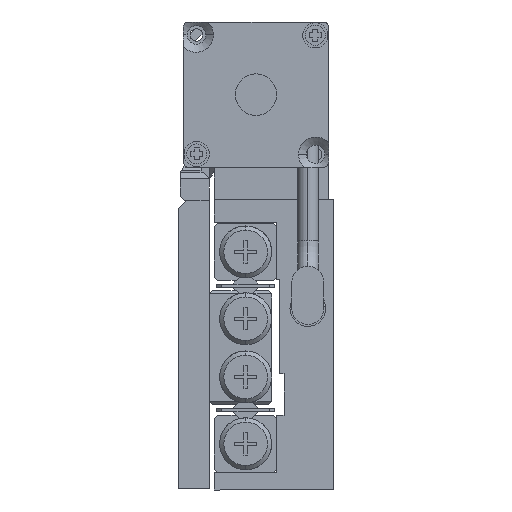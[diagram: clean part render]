
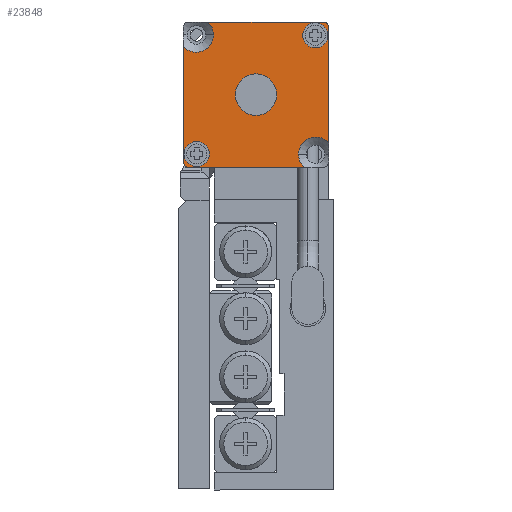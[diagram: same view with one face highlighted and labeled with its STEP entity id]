
A CAD part, left-side view. The second image highlights one B-rep face of the part: STEP entity #23848.
In plain terms, the highlighted face is planar.
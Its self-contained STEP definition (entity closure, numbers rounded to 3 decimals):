
#233 = DIRECTION ( 'NONE',  ( 1., 0., 0. ) ) ;
#690 = VERTEX_POINT ( 'NONE', #8765 ) ;
#711 = ORIENTED_EDGE ( 'NONE', *, *, #2003, .T. ) ;
#927 = CARTESIAN_POINT ( 'NONE',  ( 2.499, -12.714, 30. ) ) ;
#1043 = AXIS2_PLACEMENT_3D ( 'NONE', #19180, #38722, #233 ) ;
#1348 = AXIS2_PLACEMENT_3D ( 'NONE', #10201, #14894, #23608 ) ;
#1470 = EDGE_CURVE ( 'NONE', #17898, #7127, #31669, .T. ) ;
#2000 = FACE_BOUND ( 'NONE', #47234, .T. ) ;
#2003 = EDGE_CURVE ( 'NONE', #17898, #17343, #38775, .T. ) ;
#2339 = CARTESIAN_POINT ( 'NONE',  ( 2.348, 0., 30. ) ) ;
#2468 = CARTESIAN_POINT ( 'NONE',  ( 12.75, -12.75, 30. ) ) ;
#3463 = CARTESIAN_POINT ( 'NONE',  ( 0., -13.5, 30. ) ) ;
#3922 = EDGE_CURVE ( 'NONE', #17716, #29517, #25526, .T. ) ;
#4042 = VERTEX_POINT ( 'NONE', #927 ) ;
#5137 = DIRECTION ( 'NONE',  ( 0., 0., 1. ) ) ;
#5776 = DIRECTION ( 'NONE',  ( 0., 0., 1. ) ) ;
#6479 = FACE_BOUND ( 'NONE', #26944, .T. ) ;
#6785 = AXIS2_PLACEMENT_3D ( 'NONE', #25607, #10889, #7135 ) ;
#7127 = VERTEX_POINT ( 'NONE', #33312 ) ;
#7135 = DIRECTION ( 'NONE',  ( 1., 0., 0. ) ) ;
#7563 = EDGE_CURVE ( 'NONE', #23261, #4042, #27399, .T. ) ;
#7736 = AXIS2_PLACEMENT_3D ( 'NONE', #2468, #25184, #10720 ) ;
#8650 = AXIS2_PLACEMENT_3D ( 'NONE', #48295, #29274, #25274 ) ;
#8765 = CARTESIAN_POINT ( 'NONE',  ( 11.652, -14., 30. ) ) ;
#8788 = ORIENTED_EDGE ( 'NONE', *, *, #9026, .F. ) ;
#8802 = ORIENTED_EDGE ( 'NONE', *, *, #27024, .F. ) ;
#9026 = EDGE_CURVE ( 'NONE', #7127, #42201, #37485, .T. ) ;
#9539 = DIRECTION ( 'NONE',  ( 1., 0., 0. ) ) ;
#9614 = CIRCLE ( 'NONE', #19149, 1.664 ) ;
#9881 = ORIENTED_EDGE ( 'NONE', *, *, #22342, .T. ) ;
#10096 = VERTEX_POINT ( 'NONE', #41682 ) ;
#10201 = CARTESIAN_POINT ( 'NONE',  ( 1.25, -1.25, 30. ) ) ;
#10218 = AXIS2_PLACEMENT_3D ( 'NONE', #45185, #10931, #26142 ) ;
#10494 = FACE_OUTER_BOUND ( 'NONE', #15394, .T. ) ;
#10568 = ORIENTED_EDGE ( 'NONE', *, *, #47751, .F. ) ;
#10720 = DIRECTION ( 'NONE',  ( 1., 0., 0. ) ) ;
#10889 = DIRECTION ( 'NONE',  ( 0., 0., 1. ) ) ;
#10931 = DIRECTION ( 'NONE',  ( 0., 0., -1. ) ) ;
#10991 = VECTOR ( 'NONE', #49108, 1000. ) ;
#11329 = CARTESIAN_POINT ( 'NONE',  ( 5., -7., 30. ) ) ;
#11341 = ORIENTED_EDGE ( 'NONE', *, *, #23971, .F. ) ;
#12389 = VECTOR ( 'NONE', #36895, 1000. ) ;
#13646 = DIRECTION ( 'NONE',  ( -1., 0., 0. ) ) ;
#14027 = EDGE_CURVE ( 'NONE', #33690, #42201, #36417, .T. ) ;
#14138 = DIRECTION ( 'NONE',  ( 1., 0., 0. ) ) ;
#14333 = CARTESIAN_POINT ( 'NONE',  ( 13.927, -1.286, 30. ) ) ;
#14894 = DIRECTION ( 'NONE',  ( 0., 0., 1. ) ) ;
#14895 = CARTESIAN_POINT ( 'NONE',  ( 11.086, -12.75, 30. ) ) ;
#15071 = AXIS2_PLACEMENT_3D ( 'NONE', #29781, #5137, #36393 ) ;
#15360 = CARTESIAN_POINT ( 'NONE',  ( 11.501, -1.286, 30. ) ) ;
#15394 = EDGE_LOOP ( 'NONE', ( #21144, #711, #34696, #23152, #17191, #11341, #21754, #9881, #39724, #8788 ) ) ;
#16265 = DIRECTION ( 'NONE',  ( 0., 0., 1. ) ) ;
#16653 = CARTESIAN_POINT ( 'NONE',  ( 0., -14., 30. ) ) ;
#17012 = CARTESIAN_POINT ( 'NONE',  ( 0., -2.348, 30. ) ) ;
#17043 = CIRCLE ( 'NONE', #28228, 0.5 ) ;
#17191 = ORIENTED_EDGE ( 'NONE', *, *, #43089, .F. ) ;
#17212 = DIRECTION ( 'NONE',  ( 0., 0., 1. ) ) ;
#17343 = VERTEX_POINT ( 'NONE', #3463 ) ;
#17716 = VERTEX_POINT ( 'NONE', #15360 ) ;
#17794 = AXIS2_PLACEMENT_3D ( 'NONE', #39058, #16265, #33043 ) ;
#17797 = VECTOR ( 'NONE', #13646, 1000. ) ;
#17898 = VERTEX_POINT ( 'NONE', #17012 ) ;
#18563 = CIRCLE ( 'NONE', #17794, 2. ) ;
#18791 = AXIS2_PLACEMENT_3D ( 'NONE', #43058, #5776, #9539 ) ;
#19149 = AXIS2_PLACEMENT_3D ( 'NONE', #20363, #32398, #47155 ) ;
#19180 = CARTESIAN_POINT ( 'NONE',  ( 1.286, -12.714, 30. ) ) ;
#20363 = CARTESIAN_POINT ( 'NONE',  ( 12.75, -12.75, 30. ) ) ;
#20398 = CIRCLE ( 'NONE', #18791, 2. ) ;
#21144 = ORIENTED_EDGE ( 'NONE', *, *, #1470, .F. ) ;
#21596 = CARTESIAN_POINT ( 'NONE',  ( 14., 0., 30. ) ) ;
#21692 = CARTESIAN_POINT ( 'NONE',  ( 0., 0., 30. ) ) ;
#21754 = ORIENTED_EDGE ( 'NONE', *, *, #26876, .T. ) ;
#21760 = CARTESIAN_POINT ( 'NONE',  ( 14., -0.5, 30. ) ) ;
#22342 = EDGE_CURVE ( 'NONE', #32555, #33690, #31800, .T. ) ;
#22845 = CIRCLE ( 'NONE', #7736, 1.664 ) ;
#23152 = ORIENTED_EDGE ( 'NONE', *, *, #28870, .T. ) ;
#23261 = VERTEX_POINT ( 'NONE', #34837 ) ;
#23608 = DIRECTION ( 'NONE',  ( 1., 0., 0. ) ) ;
#23848 = ADVANCED_FACE ( 'NONE', ( #44745, #10494, #6479, #2000 ), #40493, .T. ) ;
#23971 = EDGE_CURVE ( 'NONE', #33715, #40479, #9614, .T. ) ;
#24403 = LINE ( 'NONE', #16653, #29174 ) ;
#24966 = DIRECTION ( 'NONE',  ( 1., 0., 0. ) ) ;
#25184 = DIRECTION ( 'NONE',  ( 0., 0., 1. ) ) ;
#25274 = DIRECTION ( 'NONE',  ( 1., 0., 0. ) ) ;
#25526 = CIRCLE ( 'NONE', #37553, 1.213 ) ;
#25607 = CARTESIAN_POINT ( 'NONE',  ( 12.714, -1.286, 30. ) ) ;
#26142 = DIRECTION ( 'NONE',  ( 1., 0., 0. ) ) ;
#26876 = EDGE_CURVE ( 'NONE', #33715, #32555, #35907, .T. ) ;
#26944 = EDGE_LOOP ( 'NONE', ( #37073, #10568 ) ) ;
#27024 = EDGE_CURVE ( 'NONE', #29517, #17716, #33958, .T. ) ;
#27399 = CIRCLE ( 'NONE', #1043, 1.213 ) ;
#27718 = EDGE_CURVE ( 'NONE', #43767, #10096, #20398, .T. ) ;
#27971 = EDGE_LOOP ( 'NONE', ( #8802, #48043 ) ) ;
#28228 = AXIS2_PLACEMENT_3D ( 'NONE', #44681, #49399, #14138 ) ;
#28546 = ORIENTED_EDGE ( 'NONE', *, *, #7563, .T. ) ;
#28870 = EDGE_CURVE ( 'NONE', #40582, #690, #24403, .T. ) ;
#29174 = VECTOR ( 'NONE', #46452, 1000. ) ;
#29274 = DIRECTION ( 'NONE',  ( 0., 0., 1. ) ) ;
#29517 = VERTEX_POINT ( 'NONE', #14333 ) ;
#29781 = CARTESIAN_POINT ( 'NONE',  ( 1.25, -1.25, 30. ) ) ;
#30425 = EDGE_CURVE ( 'NONE', #4042, #23261, #39717, .T. ) ;
#31669 = CIRCLE ( 'NONE', #1348, 1.664 ) ;
#31800 = CIRCLE ( 'NONE', #8650, 0.5 ) ;
#32398 = DIRECTION ( 'NONE',  ( 0., 0., 1. ) ) ;
#32555 = VERTEX_POINT ( 'NONE', #21760 ) ;
#33043 = DIRECTION ( 'NONE',  ( 1., 0., 0. ) ) ;
#33312 = CARTESIAN_POINT ( 'NONE',  ( 2.914, -1.25, 30. ) ) ;
#33690 = VERTEX_POINT ( 'NONE', #47376 ) ;
#33715 = VERTEX_POINT ( 'NONE', #43895 ) ;
#33873 = CARTESIAN_POINT ( 'NONE',  ( 0., 0., 30. ) ) ;
#33958 = CIRCLE ( 'NONE', #6785, 1.213 ) ;
#34696 = ORIENTED_EDGE ( 'NONE', *, *, #48798, .T. ) ;
#34837 = CARTESIAN_POINT ( 'NONE',  ( 0.073, -12.714, 30. ) ) ;
#35907 = LINE ( 'NONE', #21596, #12389 ) ;
#36393 = DIRECTION ( 'NONE',  ( 1., 0., 0. ) ) ;
#36417 = LINE ( 'NONE', #47904, #17797 ) ;
#36895 = DIRECTION ( 'NONE',  ( 0., 1., 0. ) ) ;
#37073 = ORIENTED_EDGE ( 'NONE', *, *, #27718, .F. ) ;
#37485 = CIRCLE ( 'NONE', #15071, 1.664 ) ;
#37553 = AXIS2_PLACEMENT_3D ( 'NONE', #43780, #41208, #45209 ) ;
#38653 = CARTESIAN_POINT ( 'NONE',  ( 0.5, -14., 30. ) ) ;
#38722 = DIRECTION ( 'NONE',  ( 0., 0., -1. ) ) ;
#38775 = LINE ( 'NONE', #33873, #10991 ) ;
#39058 = CARTESIAN_POINT ( 'NONE',  ( 7., -7., 30. ) ) ;
#39717 = CIRCLE ( 'NONE', #10218, 1.213 ) ;
#39724 = ORIENTED_EDGE ( 'NONE', *, *, #14027, .T. ) ;
#40479 = VERTEX_POINT ( 'NONE', #14895 ) ;
#40493 = PLANE ( 'NONE',  #43139 ) ;
#40582 = VERTEX_POINT ( 'NONE', #38653 ) ;
#41208 = DIRECTION ( 'NONE',  ( 0., 0., 1. ) ) ;
#41682 = CARTESIAN_POINT ( 'NONE',  ( 9., -7., 30. ) ) ;
#42201 = VERTEX_POINT ( 'NONE', #2339 ) ;
#43058 = CARTESIAN_POINT ( 'NONE',  ( 7., -7., 30. ) ) ;
#43089 = EDGE_CURVE ( 'NONE', #40479, #690, #22845, .T. ) ;
#43139 = AXIS2_PLACEMENT_3D ( 'NONE', #21692, #17212, #24966 ) ;
#43767 = VERTEX_POINT ( 'NONE', #11329 ) ;
#43780 = CARTESIAN_POINT ( 'NONE',  ( 12.714, -1.286, 30. ) ) ;
#43895 = CARTESIAN_POINT ( 'NONE',  ( 14., -11.652, 30. ) ) ;
#44681 = CARTESIAN_POINT ( 'NONE',  ( 0.5, -13.5, 30. ) ) ;
#44745 = FACE_BOUND ( 'NONE', #27971, .T. ) ;
#45185 = CARTESIAN_POINT ( 'NONE',  ( 1.286, -12.714, 30. ) ) ;
#45209 = DIRECTION ( 'NONE',  ( 1., 0., 0. ) ) ;
#46452 = DIRECTION ( 'NONE',  ( 1., 0., 0. ) ) ;
#47155 = DIRECTION ( 'NONE',  ( 1., 0., 0. ) ) ;
#47234 = EDGE_LOOP ( 'NONE', ( #48221, #28546 ) ) ;
#47376 = CARTESIAN_POINT ( 'NONE',  ( 13.5, 0., 30. ) ) ;
#47751 = EDGE_CURVE ( 'NONE', #10096, #43767, #18563, .T. ) ;
#47904 = CARTESIAN_POINT ( 'NONE',  ( 0., 0., 30. ) ) ;
#48043 = ORIENTED_EDGE ( 'NONE', *, *, #3922, .F. ) ;
#48221 = ORIENTED_EDGE ( 'NONE', *, *, #30425, .T. ) ;
#48295 = CARTESIAN_POINT ( 'NONE',  ( 13.5, -0.5, 30. ) ) ;
#48798 = EDGE_CURVE ( 'NONE', #17343, #40582, #17043, .T. ) ;
#49108 = DIRECTION ( 'NONE',  ( 0., -1., 0. ) ) ;
#49399 = DIRECTION ( 'NONE',  ( 0., 0., 1. ) ) ;
